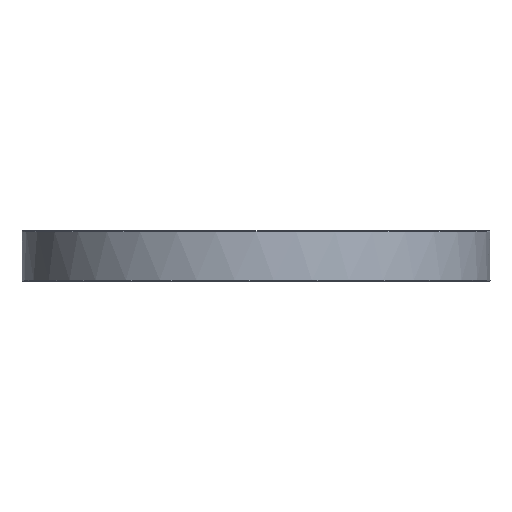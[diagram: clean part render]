
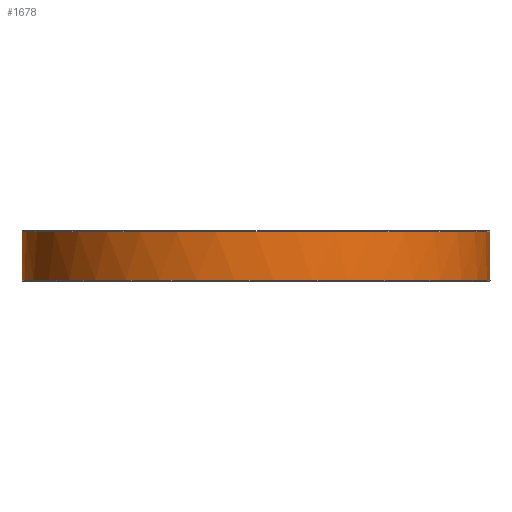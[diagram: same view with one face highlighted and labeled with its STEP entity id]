
A CAD part, front view. The second image highlights one B-rep face of the part: STEP entity #1678.
In plain terms, the highlighted cylindrical face has radius 101.5 mm (diameter 203 mm), a full revolution.
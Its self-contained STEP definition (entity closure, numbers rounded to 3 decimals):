
#471=CARTESIAN_POINT('',(101.486,-1.658,21.5));
#472=VERTEX_POINT('',#471);
#488=CARTESIAN_POINT('',(101.486,1.658,21.5));
#489=VERTEX_POINT('',#488);
#490=CARTESIAN_POINT('',(101.486,1.658,21.5));
#491=CARTESIAN_POINT('',(101.491,1.397,21.327));
#492=CARTESIAN_POINT('',(101.494,1.103,21.192));
#493=CARTESIAN_POINT('',(101.497,0.799,21.108));
#494=CARTESIAN_POINT('',(101.498,0.592,21.051));
#495=CARTESIAN_POINT('',(101.499,0.38,21.017));
#496=CARTESIAN_POINT('',(101.5,0.173,21.005));
#497=CARTESIAN_POINT('',(101.5,-0.003,20.995));
#498=CARTESIAN_POINT('',(101.5,-0.175,21.));
#499=CARTESIAN_POINT('',(101.499,-0.353,21.021));
#500=CARTESIAN_POINT('',(101.498,-0.747,21.068));
#501=CARTESIAN_POINT('',(101.494,-1.148,21.199));
#502=CARTESIAN_POINT('',(101.489,-1.499,21.401));
#503=CARTESIAN_POINT('',(101.488,-1.553,21.433));
#504=CARTESIAN_POINT('',(101.487,-1.606,21.466));
#505=CARTESIAN_POINT('',(101.486,-1.658,21.5));
#506=B_SPLINE_CURVE_WITH_KNOTS('',3,(#490,#491,#492,#493,#494,#495,#496,#497,#498,#499,#500,#501,#502,#503,#504,#505),.UNSPECIFIED.,.F.,.U.,(4,3,3,3,3,4),(1.188,1.278,1.339,1.391,1.506,1.524),.UNSPECIFIED.);
#507=EDGE_CURVE('',#489,#472,#506,.T.);
#766=CARTESIAN_POINT('',(-101.486,1.658,21.5));
#767=VERTEX_POINT('',#766);
#768=CARTESIAN_POINT('',(0.0,0.0,21.5));
#769=DIRECTION('',(0.0,0.0,1.0));
#770=DIRECTION('',(-1.0,0.0,0.0));
#771=AXIS2_PLACEMENT_3D('',#768,#769,#770);
#772=CIRCLE('',#771,101.5);
#773=EDGE_CURVE('',#489,#767,#772,.T.);
#801=CARTESIAN_POINT('',(-101.486,-1.658,21.5));
#802=VERTEX_POINT('',#801);
#803=CARTESIAN_POINT('',(-101.486,-1.658,21.5));
#804=CARTESIAN_POINT('',(-101.492,-1.323,21.278));
#805=CARTESIAN_POINT('',(-101.496,-0.932,21.12));
#806=CARTESIAN_POINT('',(-101.499,-0.538,21.049));
#807=CARTESIAN_POINT('',(-101.5,-0.363,21.017));
#808=CARTESIAN_POINT('',(-101.5,-0.188,21.001));
#809=CARTESIAN_POINT('',(-101.5,-0.018,21.));
#810=CARTESIAN_POINT('',(-101.5,0.156,20.999));
#811=CARTESIAN_POINT('',(-101.5,0.334,21.013));
#812=CARTESIAN_POINT('',(-101.499,0.513,21.044));
#813=CARTESIAN_POINT('',(-101.497,0.916,21.114));
#814=CARTESIAN_POINT('',(-101.492,1.316,21.273));
#815=CARTESIAN_POINT('',(-101.486,1.658,21.5));
#816=B_SPLINE_CURVE_WITH_KNOTS('',3,(#803,#804,#805,#806,#807,#808,#809,#810,#811,#812,#813,#814,#815),.UNSPECIFIED.,.F.,.U.,(4,3,3,3,4),(0.284,0.399,0.45,0.502,0.62),.UNSPECIFIED.);
#817=EDGE_CURVE('',#802,#767,#816,.T.);
#1643=CARTESIAN_POINT('',(101.5,0.,0.5));
#1644=VERTEX_POINT('',#1643);
#1645=CARTESIAN_POINT('',(0.0,0.0,0.5));
#1646=DIRECTION('',(0.0,0.0,-1.0));
#1647=DIRECTION('',(-1.0,0.0,0.0));
#1648=AXIS2_PLACEMENT_3D('',#1645,#1646,#1647);
#1649=CIRCLE('',#1648,101.5);
#1650=EDGE_CURVE('',#1644,#1644,#1649,.T.);
#1658=CARTESIAN_POINT('',(0.0,0.0,0.0));
#1659=DIRECTION('',(0.0,0.0,1.0));
#1660=DIRECTION('',(-1.0,0.0,0.0));
#1661=AXIS2_PLACEMENT_3D('',#1658,#1659,#1660);
#1662=CYLINDRICAL_SURFACE('',#1661,101.5);
#1663=ORIENTED_EDGE('',*,*,#507,.T.);
#1664=CARTESIAN_POINT('',(0.0,0.0,21.5));
#1665=DIRECTION('',(0.0,0.0,1.0));
#1666=DIRECTION('',(-1.0,0.0,0.0));
#1667=AXIS2_PLACEMENT_3D('',#1664,#1665,#1666);
#1668=CIRCLE('',#1667,101.5);
#1669=EDGE_CURVE('',#802,#472,#1668,.T.);
#1670=ORIENTED_EDGE('',*,*,#1669,.F.);
#1671=ORIENTED_EDGE('',*,*,#817,.T.);
#1672=ORIENTED_EDGE('',*,*,#773,.F.);
#1673=EDGE_LOOP('',(#1663,#1670,#1671,#1672));
#1674=FACE_OUTER_BOUND('',#1673,.T.);
#1675=ORIENTED_EDGE('',*,*,#1650,.F.);
#1676=EDGE_LOOP('',(#1675));
#1677=FACE_BOUND('',#1676,.T.);
#1678=ADVANCED_FACE('',(#1674,#1677),#1662,.T.);
